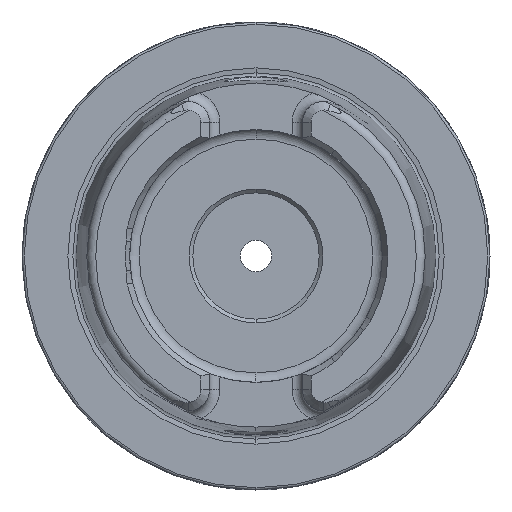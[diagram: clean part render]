
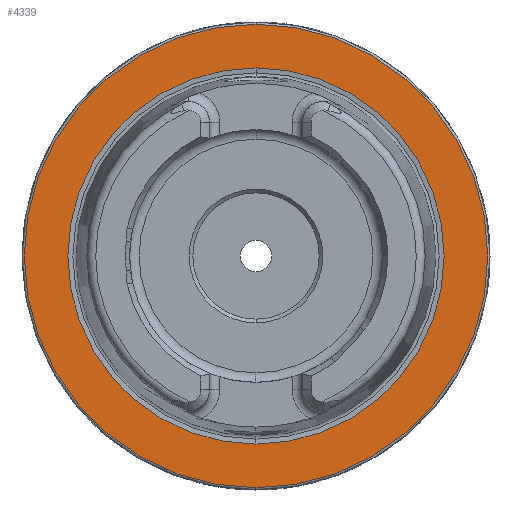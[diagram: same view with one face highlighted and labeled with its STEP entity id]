
A CAD part, left-side view. The second image highlights one B-rep face of the part: STEP entity #4339.
In plain terms, the highlighted planar face has unit normal (-1, 0, 0).
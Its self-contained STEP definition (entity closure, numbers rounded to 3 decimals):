
#2597 = ORIENTED_EDGE ( 'NONE', *, *, #9432, .F. ) ;
#2598 = ORIENTED_EDGE ( 'NONE', *, *, #6318, .F. ) ;
#2599 = ORIENTED_EDGE ( 'NONE', *, *, #6322, .T. ) ;
#2600 = ORIENTED_EDGE ( 'NONE', *, *, #9431, .T. ) ;
#2886 = EDGE_LOOP ( 'NONE', ( #2597, #2598 ) ) ;
#4339 = ADVANCED_FACE ( 'NONE', ( #5787, #5789 ), #5790, .F. ) ;
#4513 = VERTEX_POINT ( 'NONE', #6104 ) ;
#4514 = VERTEX_POINT ( 'NONE', #6105 ) ;
#4516 = VERTEX_POINT ( 'NONE', #6107 ) ;
#4517 = VERTEX_POINT ( 'NONE', #6108 ) ;
#5775 = DIRECTION ( 'NONE',  ( 1., 0., 0. ) ) ;
#5786 = CARTESIAN_POINT ( 'NONE',  ( 0., 31.2, 0. ) ) ;
#5787 = FACE_BOUND ( 'NONE', #2886, .T. ) ;
#5789 = FACE_OUTER_BOUND ( 'NONE', #8158, .T. ) ;
#5790 = PLANE ( 'NONE',  #9176 ) ;
#5792 = DIRECTION ( 'NONE',  ( 0., 0., -1. ) ) ;
#6104 = CARTESIAN_POINT ( 'NONE',  ( 0., 0., -25.324 ) ) ;
#6105 = CARTESIAN_POINT ( 'NONE',  ( 0., 0., 25.324 ) ) ;
#6107 = CARTESIAN_POINT ( 'NONE',  ( 0., 0., 31.2 ) ) ;
#6108 = CARTESIAN_POINT ( 'NONE',  ( 0., 0., -31.2 ) ) ;
#6318 = EDGE_CURVE ( 'NONE', #4513, #4514, #7082, .T. ) ;
#6322 = EDGE_CURVE ( 'NONE', #4516, #4517, #7090, .T. ) ;
#6823 = CIRCLE ( 'NONE', #6826, 31.2 ) ;
#6825 = CIRCLE ( 'NONE', #6828, 25.324 ) ;
#6826 = AXIS2_PLACEMENT_3D ( 'NONE', #10905, #10906, #10907 ) ;
#6828 = AXIS2_PLACEMENT_3D ( 'NONE', #10908, #10909, #10910 ) ;
#7082 = CIRCLE ( 'NONE', #7086, 25.324 ) ;
#7086 = AXIS2_PLACEMENT_3D ( 'NONE', #7684, #7686, #7688 ) ;
#7090 = CIRCLE ( 'NONE', #7093, 31.2 ) ;
#7093 = AXIS2_PLACEMENT_3D ( 'NONE', #7706, #7708, #7709 ) ;
#7684 = CARTESIAN_POINT ( 'NONE',  ( 0., 0., 0. ) ) ;
#7686 = DIRECTION ( 'NONE',  ( -1., 0., 0. ) ) ;
#7688 = DIRECTION ( 'NONE',  ( 0., 0., 1. ) ) ;
#7706 = CARTESIAN_POINT ( 'NONE',  ( 0., 0., 0. ) ) ;
#7708 = DIRECTION ( 'NONE',  ( -1., 0., 0. ) ) ;
#7709 = DIRECTION ( 'NONE',  ( 0., 0., 1. ) ) ;
#8158 = EDGE_LOOP ( 'NONE', ( #2599, #2600 ) ) ;
#9176 = AXIS2_PLACEMENT_3D ( 'NONE', #5786, #5775, #5792 ) ;
#9431 = EDGE_CURVE ( 'NONE', #4517, #4516, #6823, .T. ) ;
#9432 = EDGE_CURVE ( 'NONE', #4514, #4513, #6825, .T. ) ;
#10905 = CARTESIAN_POINT ( 'NONE',  ( 0., 0., 0. ) ) ;
#10906 = DIRECTION ( 'NONE',  ( -1., 0., 0. ) ) ;
#10907 = DIRECTION ( 'NONE',  ( 0., 0., 1. ) ) ;
#10908 = CARTESIAN_POINT ( 'NONE',  ( 0., 0., 0. ) ) ;
#10909 = DIRECTION ( 'NONE',  ( -1., 0., 0. ) ) ;
#10910 = DIRECTION ( 'NONE',  ( 0., 0., 1. ) ) ;
